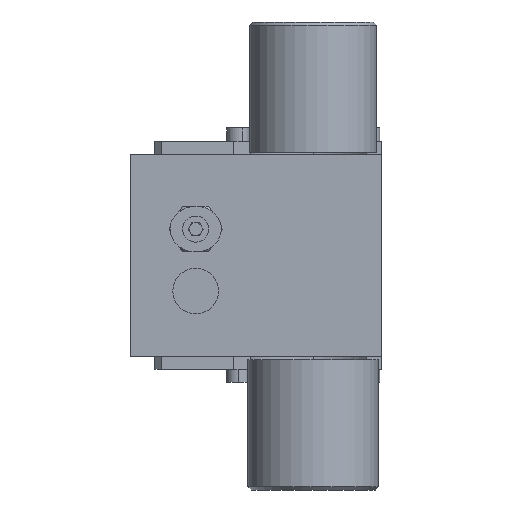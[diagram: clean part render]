
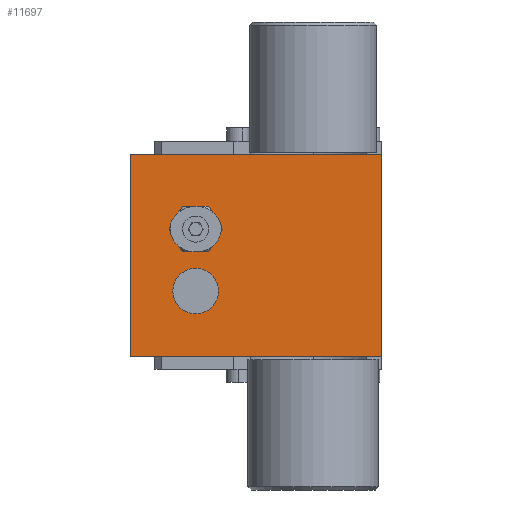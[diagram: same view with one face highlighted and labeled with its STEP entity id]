
A CAD part, left-side view. The second image highlights one B-rep face of the part: STEP entity #11697.
In plain terms, the highlighted planar face has unit normal (-1, 0, 0).
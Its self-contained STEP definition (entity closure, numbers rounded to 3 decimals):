
#2818 = VERTEX_POINT ( 'NONE', #5291 ) ;
#2850 = VERTEX_POINT ( 'NONE', #5377 ) ;
#2908 = VERTEX_POINT ( 'NONE', #5277 ) ;
#3019 = VERTEX_POINT ( 'NONE', #4160 ) ;
#3139 = VERTEX_POINT ( 'NONE', #4423 ) ;
#3343 = VERTEX_POINT ( 'NONE', #5248 ) ;
#3431 = VERTEX_POINT ( 'NONE', #4576 ) ;
#3473 = VERTEX_POINT ( 'NONE', #4649 ) ;
#4160 = CARTESIAN_POINT ( 'NONE',  ( -27.549, 37.501, -4. ) ) ;
#4423 = CARTESIAN_POINT ( 'NONE',  ( -27.549, 37.501, -18. ) ) ;
#4455 = AXIS2_PLACEMENT_3D ( 'NONE', #16208, #16312, #16070 ) ;
#4539 = AXIS2_PLACEMENT_3D ( 'NONE', #16065, #16238, #16275 ) ;
#4545 = VECTOR ( 'NONE', #16414, 1000. ) ;
#4574 = VECTOR ( 'NONE', #16302, 1000. ) ;
#4576 = CARTESIAN_POINT ( 'NONE',  ( -27.549, 57.501, -31. ) ) ;
#4649 = CARTESIAN_POINT ( 'NONE',  ( -27.549, -19.499, 31. ) ) ;
#4694 = VECTOR ( 'NONE', #16036, 1000. ) ;
#4734 = AXIS2_PLACEMENT_3D ( 'NONE', #8177, #8352, #8205 ) ;
#4874 = AXIS2_PLACEMENT_3D ( 'NONE', #8139, #8469, #8241 ) ;
#4911 = VECTOR ( 'NONE', #8223, 1000. ) ;
#5248 = CARTESIAN_POINT ( 'NONE',  ( -27.549, 37.501, 3.111 ) ) ;
#5277 = CARTESIAN_POINT ( 'NONE',  ( -27.549, 57.501, 31. ) ) ;
#5291 = CARTESIAN_POINT ( 'NONE',  ( -27.549, 37.501, 12.889 ) ) ;
#5377 = CARTESIAN_POINT ( 'NONE',  ( -27.549, -19.499, -31. ) ) ;
#6913 = CIRCLE ( 'NONE', #4539, 4.889 ) ;
#6956 = CIRCLE ( 'NONE', #4874, 7. ) ;
#7063 = CIRCLE ( 'NONE', #4734, 4.889 ) ;
#7074 = CIRCLE ( 'NONE', #4455, 7. ) ;
#8139 = CARTESIAN_POINT ( 'NONE',  ( -27.549, 37.501, -11. ) ) ;
#8177 = CARTESIAN_POINT ( 'NONE',  ( -27.549, 37.501, 8. ) ) ;
#8205 = DIRECTION ( 'NONE',  ( 0., 0., 1. ) ) ;
#8223 = DIRECTION ( 'NONE',  ( 0., -1., 0. ) ) ;
#8225 = LINE ( 'NONE', #8394, #4911 ) ;
#8241 = DIRECTION ( 'NONE',  ( 0., 0., 1. ) ) ;
#8352 = DIRECTION ( 'NONE',  ( -1., 0., 0. ) ) ;
#8394 = CARTESIAN_POINT ( 'NONE',  ( -27.549, 57.501, 31. ) ) ;
#8469 = DIRECTION ( 'NONE',  ( -1., 0., 0. ) ) ;
#8841 = ORIENTED_EDGE ( 'NONE', *, *, #11243, .T. ) ;
#8913 = ORIENTED_EDGE ( 'NONE', *, *, #11259, .F. ) ;
#9015 = ORIENTED_EDGE ( 'NONE', *, *, #11189, .F. ) ;
#9088 = ORIENTED_EDGE ( 'NONE', *, *, #11187, .F. ) ;
#9091 = ORIENTED_EDGE ( 'NONE', *, *, #11331, .F. ) ;
#9095 = ORIENTED_EDGE ( 'NONE', *, *, #11188, .F. ) ;
#9238 = ORIENTED_EDGE ( 'NONE', *, *, #11199, .T. ) ;
#9349 = ORIENTED_EDGE ( 'NONE', *, *, #11307, .F. ) ;
#11187 = EDGE_CURVE ( 'NONE', #3019, #3139, #7074, .T. ) ;
#11188 = EDGE_CURVE ( 'NONE', #2818, #3343, #6913, .T. ) ;
#11189 = EDGE_CURVE ( 'NONE', #3473, #2850, #16367, .T. ) ;
#11199 = EDGE_CURVE ( 'NONE', #2908, #3431, #16280, .T. ) ;
#11243 = EDGE_CURVE ( 'NONE', #3431, #2850, #16370, .T. ) ;
#11259 = EDGE_CURVE ( 'NONE', #3343, #2818, #7063, .T. ) ;
#11307 = EDGE_CURVE ( 'NONE', #3139, #3019, #6956, .T. ) ;
#11331 = EDGE_CURVE ( 'NONE', #2908, #3473, #8225, .T. ) ;
#11697 = ADVANCED_FACE ( 'NONE', ( #15069, #15080, #15081 ), #13750, .F. ) ;
#13750 = PLANE ( 'NONE',  #15066 ) ;
#13752 = CARTESIAN_POINT ( 'NONE',  ( -27.549, 57.501, 31. ) ) ;
#13754 = DIRECTION ( 'NONE',  ( 1., 0., 0. ) ) ;
#13756 = DIRECTION ( 'NONE',  ( 0., 0., -1. ) ) ;
#14457 = EDGE_LOOP ( 'NONE', ( #9095, #8913 ) ) ;
#14460 = EDGE_LOOP ( 'NONE', ( #9088, #9349 ) ) ;
#14643 = EDGE_LOOP ( 'NONE', ( #8841, #9015, #9091, #9238 ) ) ;
#15066 = AXIS2_PLACEMENT_3D ( 'NONE', #13752, #13754, #13756 ) ;
#15069 = FACE_BOUND ( 'NONE', #14460, .T. ) ;
#15080 = FACE_BOUND ( 'NONE', #14457, .T. ) ;
#15081 = FACE_OUTER_BOUND ( 'NONE', #14643, .T. ) ;
#16036 = DIRECTION ( 'NONE',  ( 0., -1., 0. ) ) ;
#16065 = CARTESIAN_POINT ( 'NONE',  ( -27.549, 37.501, 8. ) ) ;
#16070 = DIRECTION ( 'NONE',  ( 0., 0., 1. ) ) ;
#16185 = CARTESIAN_POINT ( 'NONE',  ( -27.549, 57.501, 31. ) ) ;
#16208 = CARTESIAN_POINT ( 'NONE',  ( -27.549, 37.501, -11. ) ) ;
#16238 = DIRECTION ( 'NONE',  ( -1., 0., 0. ) ) ;
#16275 = DIRECTION ( 'NONE',  ( 0., 0., 1. ) ) ;
#16280 = LINE ( 'NONE', #16185, #4574 ) ;
#16302 = DIRECTION ( 'NONE',  ( 0., 0., -1. ) ) ;
#16312 = DIRECTION ( 'NONE',  ( -1., 0., 0. ) ) ;
#16330 = CARTESIAN_POINT ( 'NONE',  ( -27.549, 57.501, -31. ) ) ;
#16367 = LINE ( 'NONE', #16392, #4545 ) ;
#16370 = LINE ( 'NONE', #16330, #4694 ) ;
#16392 = CARTESIAN_POINT ( 'NONE',  ( -27.549, -19.499, 31. ) ) ;
#16414 = DIRECTION ( 'NONE',  ( 0., 0., -1. ) ) ;
